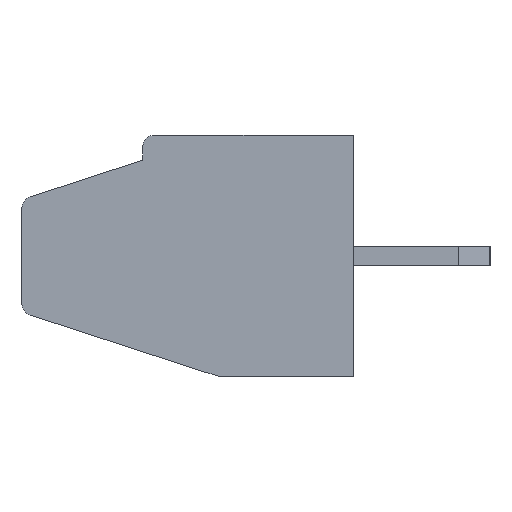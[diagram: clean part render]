
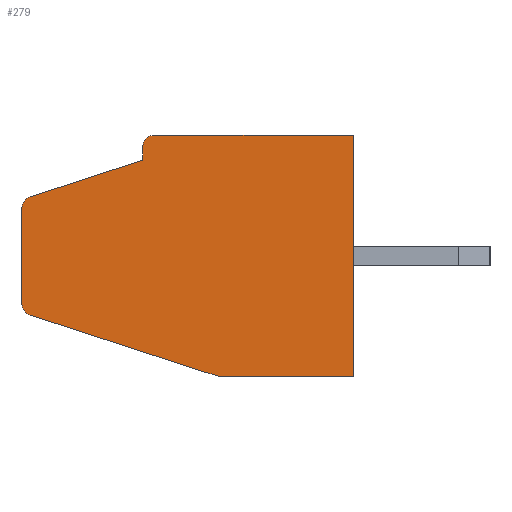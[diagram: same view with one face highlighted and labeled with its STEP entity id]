
A CAD part, left-side view. The second image highlights one B-rep face of the part: STEP entity #279.
In plain terms, the highlighted planar face has unit normal (-1, 0, 0).
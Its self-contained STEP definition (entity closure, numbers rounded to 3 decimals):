
#189=CARTESIAN_POINT('',(-1.5,0.,0.));
#190=DIRECTION('',(0.,0.,-1.));
#191=DIRECTION('',(-1.,-0.,-0.));
#192=AXIS2_PLACEMENT_3D('',#189,#191,#190);
#193=PLANE('',#192);
#194=CARTESIAN_POINT('',(-1.5,5.4,2.457));
#195=VERTEX_POINT('',#194);
#196=CARTESIAN_POINT('',(-1.5,5.4,2.8));
#197=VERTEX_POINT('',#196);
#198=CARTESIAN_POINT('',(-1.5,5.4,2.457));
#199=DIRECTION('',(0.,0.,1.));
#200=VECTOR('',#199,0.343);
#201=LINE('',#198,#200);
#202=EDGE_CURVE('',#195,#197,#201,.T.);
#203=ORIENTED_EDGE('',*,*,#202,.F.);
#204=CARTESIAN_POINT('',(-1.5,8.293,1.517));
#205=VERTEX_POINT('',#204);
#206=CARTESIAN_POINT('',(-1.5,8.293,1.517));
#207=DIRECTION('',(0.,-0.951,0.309));
#208=VECTOR('',#207,3.042);
#209=LINE('',#206,#208);
#210=EDGE_CURVE('',#205,#195,#209,.T.);
#211=ORIENTED_EDGE('',*,*,#210,.F.);
#212=CARTESIAN_POINT('',(-1.5,8.5,1.232));
#213=VERTEX_POINT('',#212);
#214=CARTESIAN_POINT('',(-1.5,8.2,1.232));
#215=DIRECTION('',(0.,1.,0.));
#216=DIRECTION('',(1.,0.,0.));
#217=AXIS2_PLACEMENT_3D('',#214,#216,#215);
#218=CIRCLE('',#217,0.3);
#219=EDGE_CURVE('',#213,#205,#218,.T.);
#220=ORIENTED_EDGE('',*,*,#219,.F.);
#221=CARTESIAN_POINT('',(-1.5,8.5,-1.232));
#222=VERTEX_POINT('',#221);
#223=CARTESIAN_POINT('',(-1.5,8.5,-1.232));
#224=DIRECTION('',(0.,0.,1.));
#225=VECTOR('',#224,2.464);
#226=LINE('',#223,#225);
#227=EDGE_CURVE('',#222,#213,#226,.T.);
#228=ORIENTED_EDGE('',*,*,#227,.F.);
#229=CARTESIAN_POINT('',(-1.5,8.293,-1.517));
#230=VERTEX_POINT('',#229);
#231=CARTESIAN_POINT('',(-1.5,8.2,-1.232));
#232=DIRECTION('',(0.,0.309,-0.951));
#233=DIRECTION('',(1.,0.,0.));
#234=AXIS2_PLACEMENT_3D('',#231,#233,#232);
#235=CIRCLE('',#234,0.3);
#236=EDGE_CURVE('',#230,#222,#235,.T.);
#237=ORIENTED_EDGE('',*,*,#236,.F.);
#238=CARTESIAN_POINT('',(-1.5,3.422,-3.1));
#239=VERTEX_POINT('',#238);
#240=CARTESIAN_POINT('',(-1.5,3.422,-3.1));
#241=DIRECTION('',(0.,0.951,0.309));
#242=VECTOR('',#241,5.122);
#243=LINE('',#240,#242);
#244=EDGE_CURVE('',#239,#230,#243,.T.);
#245=ORIENTED_EDGE('',*,*,#244,.F.);
#246=CARTESIAN_POINT('',(-1.5,0.,-3.1));
#247=VERTEX_POINT('',#246);
#248=CARTESIAN_POINT('',(-1.5,0.,-3.1));
#249=DIRECTION('',(0.,1.,0.));
#250=VECTOR('',#249,3.422);
#251=LINE('',#248,#250);
#252=EDGE_CURVE('',#247,#239,#251,.T.);
#253=ORIENTED_EDGE('',*,*,#252,.F.);
#254=CARTESIAN_POINT('',(-1.5,0.,3.1));
#255=VERTEX_POINT('',#254);
#256=CARTESIAN_POINT('',(-1.5,0.,3.1));
#257=DIRECTION('',(0.,0.,-1.));
#258=VECTOR('',#257,6.2);
#259=LINE('',#256,#258);
#260=EDGE_CURVE('',#255,#247,#259,.T.);
#261=ORIENTED_EDGE('',*,*,#260,.F.);
#262=CARTESIAN_POINT('',(-1.5,5.1,3.1));
#263=VERTEX_POINT('',#262);
#264=CARTESIAN_POINT('',(-1.5,5.1,3.1));
#265=DIRECTION('',(0.,-1.,0.));
#266=VECTOR('',#265,5.1);
#267=LINE('',#264,#266);
#268=EDGE_CURVE('',#263,#255,#267,.T.);
#269=ORIENTED_EDGE('',*,*,#268,.F.);
#270=CARTESIAN_POINT('',(-1.5,5.1,2.8));
#271=DIRECTION('',(0.,1.,0.));
#272=DIRECTION('',(1.,0.,0.));
#273=AXIS2_PLACEMENT_3D('',#270,#272,#271);
#274=CIRCLE('',#273,0.3);
#275=EDGE_CURVE('',#197,#263,#274,.T.);
#276=ORIENTED_EDGE('',*,*,#275,.F.);
#277=EDGE_LOOP('',(#203,#211,#220,#228,#237,#245,#253,#261,#269,#276));
#278=FACE_OUTER_BOUND('',#277,.T.);
#279=ADVANCED_FACE('',(#278),#193,.T.);
